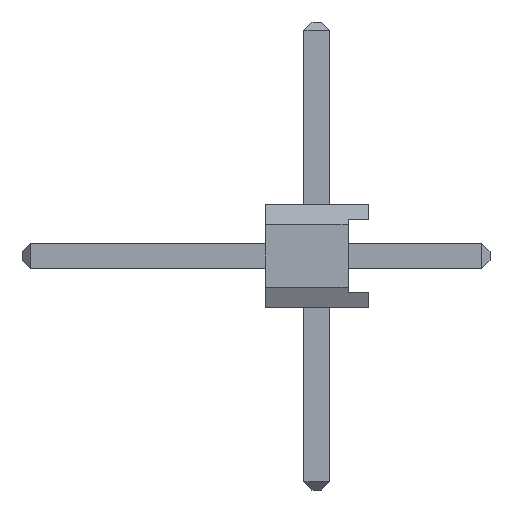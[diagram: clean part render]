
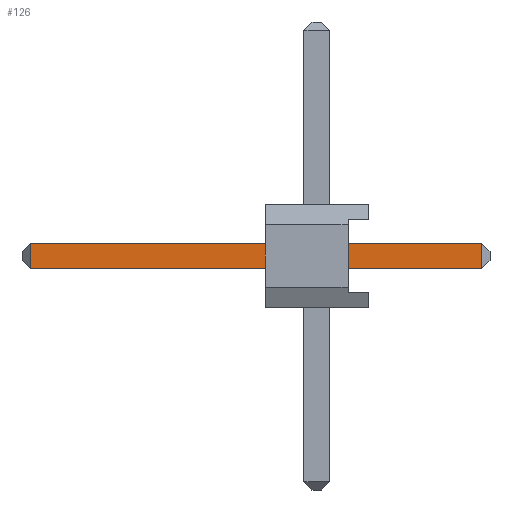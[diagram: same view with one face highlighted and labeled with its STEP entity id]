
A CAD part, left-side view. The second image highlights one B-rep face of the part: STEP entity #126.
In plain terms, the highlighted planar face has unit normal (-1, 0, 0).
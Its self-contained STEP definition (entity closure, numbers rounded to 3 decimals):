
#126 = ADVANCED_FACE( '', ( #310 ), #311, .F. );
#310 = FACE_OUTER_BOUND( '', #560, .T. );
#311 = PLANE( '', #561 );
#560 = EDGE_LOOP( '', ( #851, #852, #853, #854 ) );
#561 = AXIS2_PLACEMENT_3D( '', #855, #856, #857 );
#851 = ORIENTED_EDGE( '', *, *, #1523, .T. );
#852 = ORIENTED_EDGE( '', *, *, #1517, .T. );
#853 = ORIENTED_EDGE( '', *, *, #1524, .F. );
#854 = ORIENTED_EDGE( '', *, *, #1525, .T. );
#855 = CARTESIAN_POINT( '', ( -0.32, -0.32, 5.77 ) );
#856 = DIRECTION( '', ( 1., 0., 0. ) );
#857 = DIRECTION( '', ( 0., 0., -1. ) );
#1517 = EDGE_CURVE( '', #1818, #1823, #1825, .T. );
#1523 = EDGE_CURVE( '', #1832, #1818, #1833, .T. );
#1524 = EDGE_CURVE( '', #1834, #1823, #1835, .T. );
#1525 = EDGE_CURVE( '', #1834, #1832, #1836, .T. );
#1818 = VERTEX_POINT( '', #2254 );
#1823 = VERTEX_POINT( '', #2261 );
#1825 = LINE( '', #2264, #2265 );
#1832 = VERTEX_POINT( '', #2275 );
#1833 = LINE( '', #2276, #2277 );
#1834 = VERTEX_POINT( '', #2278 );
#1835 = LINE( '', #2279, #2280 );
#1836 = LINE( '', #2281, #2282 );
#2254 = CARTESIAN_POINT( '', ( -0.32, 0.32, -5.57 ) );
#2261 = CARTESIAN_POINT( '', ( -0.32, -0.32, -5.57 ) );
#2264 = CARTESIAN_POINT( '', ( -0.32, -0.32, -5.57 ) );
#2265 = VECTOR( '', #2803, 1000. );
#2275 = CARTESIAN_POINT( '', ( -0.32, 0.32, 5.57 ) );
#2276 = CARTESIAN_POINT( '', ( -0.32, 0.32, 5.77 ) );
#2277 = VECTOR( '', #2807, 1000. );
#2278 = CARTESIAN_POINT( '', ( -0.32, -0.32, 5.57 ) );
#2279 = CARTESIAN_POINT( '', ( -0.32, -0.32, 5.77 ) );
#2280 = VECTOR( '', #2808, 1000. );
#2281 = CARTESIAN_POINT( '', ( -0.32, -0.32, 5.57 ) );
#2282 = VECTOR( '', #2809, 1000. );
#2803 = DIRECTION( '', ( 0., -1., 0. ) );
#2807 = DIRECTION( '', ( 0., 0., -1. ) );
#2808 = DIRECTION( '', ( 0., 0., -1. ) );
#2809 = DIRECTION( '', ( 0., 1., 0. ) );
